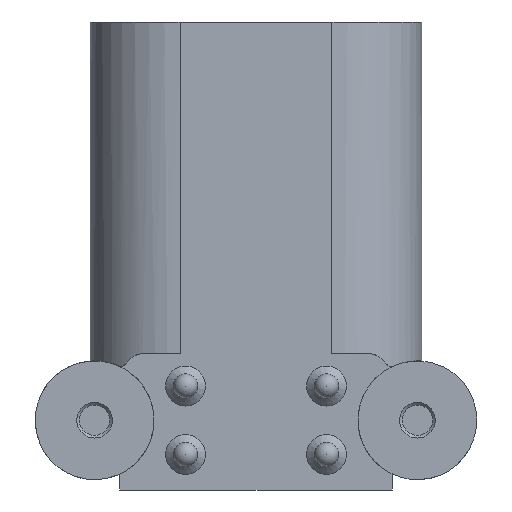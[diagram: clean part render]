
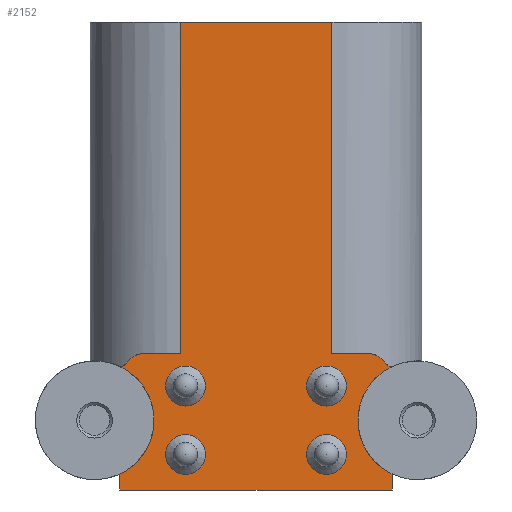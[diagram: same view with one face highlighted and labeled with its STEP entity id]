
A CAD part, front view. The second image highlights one B-rep face of the part: STEP entity #2152.
In plain terms, the highlighted planar face has unit normal (0, -1, 0).
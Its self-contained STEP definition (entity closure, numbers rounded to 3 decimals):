
#47=PLANE('',#2272);
#81=LINE('',#2885,#213);
#106=LINE('',#2964,#238);
#143=LINE('',#3067,#275);
#144=LINE('',#3075,#276);
#145=LINE('',#3077,#277);
#146=LINE('',#3079,#278);
#147=LINE('',#3084,#279);
#148=LINE('',#3086,#280);
#213=VECTOR('',#2406,1000.);
#238=VECTOR('',#2463,1000.);
#275=VECTOR('',#2548,1000.);
#276=VECTOR('',#2555,1000.);
#277=VECTOR('',#2556,1000.);
#278=VECTOR('',#2557,1000.);
#279=VECTOR('',#2562,1000.);
#280=VECTOR('',#2563,1000.);
#348=CIRCLE('',#2240,3.83);
#367=CIRCLE('',#2273,1.29);
#368=CIRCLE('',#2274,1.29);
#369=CIRCLE('',#2275,1.29);
#370=CIRCLE('',#2276,1.29);
#371=CIRCLE('',#2277,1.344);
#372=CIRCLE('',#2278,0.522);
#373=CIRCLE('',#2279,3.83);
#374=CIRCLE('',#2280,0.522);
#375=CIRCLE('',#2281,1.344);
#519=ORIENTED_EDGE('',*,*,#925,.T.);
#520=ORIENTED_EDGE('',*,*,#926,.T.);
#521=ORIENTED_EDGE('',*,*,#927,.T.);
#522=ORIENTED_EDGE('',*,*,#928,.T.);
#523=ORIENTED_EDGE('',*,*,#841,.F.);
#524=ORIENTED_EDGE('',*,*,#929,.F.);
#525=ORIENTED_EDGE('',*,*,#930,.F.);
#526=ORIENTED_EDGE('',*,*,#931,.T.);
#527=ORIENTED_EDGE('',*,*,#932,.F.);
#528=ORIENTED_EDGE('',*,*,#933,.F.);
#529=ORIENTED_EDGE('',*,*,#934,.F.);
#530=ORIENTED_EDGE('',*,*,#935,.F.);
#531=ORIENTED_EDGE('',*,*,#847,.F.);
#532=ORIENTED_EDGE('',*,*,#936,.T.);
#533=ORIENTED_EDGE('',*,*,#937,.F.);
#534=ORIENTED_EDGE('',*,*,#938,.F.);
#535=ORIENTED_EDGE('',*,*,#939,.T.);
#536=ORIENTED_EDGE('',*,*,#877,.F.);
#841=EDGE_CURVE('',#1051,#1052,#81,.T.);
#847=EDGE_CURVE('',#1057,#1058,#348,.F.);
#877=EDGE_CURVE('',#1052,#1085,#106,.T.);
#925=EDGE_CURVE('',#1123,#1123,#367,.T.);
#926=EDGE_CURVE('',#1124,#1124,#368,.T.);
#927=EDGE_CURVE('',#1125,#1125,#369,.T.);
#928=EDGE_CURVE('',#1126,#1126,#370,.T.);
#929=EDGE_CURVE('',#1127,#1051,#143,.T.);
#930=EDGE_CURVE('',#1128,#1127,#371,.T.);
#931=EDGE_CURVE('',#1128,#1129,#372,.T.);
#932=EDGE_CURVE('',#1130,#1129,#373,.F.);
#933=EDGE_CURVE('',#1131,#1130,#144,.T.);
#934=EDGE_CURVE('',#1132,#1131,#145,.T.);
#935=EDGE_CURVE('',#1058,#1132,#146,.T.);
#936=EDGE_CURVE('',#1057,#1133,#374,.T.);
#937=EDGE_CURVE('',#1134,#1133,#375,.T.);
#938=EDGE_CURVE('',#1135,#1134,#147,.T.);
#939=EDGE_CURVE('',#1135,#1085,#148,.T.);
#1051=VERTEX_POINT('',#2884);
#1052=VERTEX_POINT('',#2886);
#1057=VERTEX_POINT('',#2901);
#1058=VERTEX_POINT('',#2903);
#1085=VERTEX_POINT('',#2965);
#1123=VERTEX_POINT('',#3060);
#1124=VERTEX_POINT('',#3062);
#1125=VERTEX_POINT('',#3064);
#1126=VERTEX_POINT('',#3066);
#1127=VERTEX_POINT('',#3068);
#1128=VERTEX_POINT('',#3070);
#1129=VERTEX_POINT('',#3072);
#1130=VERTEX_POINT('',#3074);
#1131=VERTEX_POINT('',#3076);
#1132=VERTEX_POINT('',#3078);
#1133=VERTEX_POINT('',#3081);
#1134=VERTEX_POINT('',#3083);
#1135=VERTEX_POINT('',#3085);
#1220=EDGE_LOOP('',(#519));
#1221=EDGE_LOOP('',(#520));
#1222=EDGE_LOOP('',(#521));
#1223=EDGE_LOOP('',(#522));
#1224=EDGE_LOOP('',(#523,#524,#525,#526,#527,#528,#529,#530,#531,#532,#533,
#534,#535,#536));
#1344=FACE_BOUND('',#1220,.T.);
#1345=FACE_BOUND('',#1221,.T.);
#1346=FACE_BOUND('',#1222,.T.);
#1347=FACE_BOUND('',#1223,.T.);
#1348=FACE_BOUND('',#1224,.T.);
#2152=ADVANCED_FACE('',(#1344,#1345,#1346,#1347,#1348),#47,.T.);
#2240=AXIS2_PLACEMENT_3D('',#2902,#2415,#2416);
#2272=AXIS2_PLACEMENT_3D('',#3058,#2538,#2539);
#2273=AXIS2_PLACEMENT_3D('',#3059,#2540,#2541);
#2274=AXIS2_PLACEMENT_3D('',#3061,#2542,#2543);
#2275=AXIS2_PLACEMENT_3D('',#3063,#2544,#2545);
#2276=AXIS2_PLACEMENT_3D('',#3065,#2546,#2547);
#2277=AXIS2_PLACEMENT_3D('',#3069,#2549,#2550);
#2278=AXIS2_PLACEMENT_3D('',#3071,#2551,#2552);
#2279=AXIS2_PLACEMENT_3D('',#3073,#2553,#2554);
#2280=AXIS2_PLACEMENT_3D('',#3080,#2558,#2559);
#2281=AXIS2_PLACEMENT_3D('',#3082,#2560,#2561);
#2406=DIRECTION('',(0.,0.,1.));
#2415=DIRECTION('',(0.,1.,0.));
#2416=DIRECTION('',(0.,0.,1.));
#2463=DIRECTION('',(1.,0.,0.));
#2538=DIRECTION('',(0.,-1.,0.));
#2539=DIRECTION('',(0.,0.,-1.));
#2540=DIRECTION('',(0.,1.,0.));
#2541=DIRECTION('',(0.,0.,1.));
#2542=DIRECTION('',(0.,1.,0.));
#2543=DIRECTION('',(0.,0.,1.));
#2544=DIRECTION('',(0.,1.,0.));
#2545=DIRECTION('',(0.,0.,1.));
#2546=DIRECTION('',(0.,1.,0.));
#2547=DIRECTION('',(0.,0.,1.));
#2548=DIRECTION('',(1.,0.,0.));
#2549=DIRECTION('',(0.,1.,0.));
#2550=DIRECTION('',(1.,0.,0.));
#2551=DIRECTION('',(0.,1.,0.));
#2552=DIRECTION('',(1.,0.,0.));
#2553=DIRECTION('',(0.,1.,0.));
#2554=DIRECTION('',(0.,0.,1.));
#2555=DIRECTION('',(0.,0.,1.));
#2556=DIRECTION('',(-1.,0.,0.));
#2557=DIRECTION('',(0.,0.,-1.));
#2558=DIRECTION('',(0.,1.,0.));
#2559=DIRECTION('',(1.,0.,0.));
#2560=DIRECTION('',(0.,1.,0.));
#2561=DIRECTION('',(1.,0.,0.));
#2562=DIRECTION('',(1.,0.,0.));
#2563=DIRECTION('',(0.,0.,1.));
#2884=CARTESIAN_POINT('',(-4.9,-8.55,-21.4));
#2885=CARTESIAN_POINT('',(-4.9,-8.55,-21.4));
#2886=CARTESIAN_POINT('',(-4.9,-8.55,0.));
#2901=CARTESIAN_POINT('',(8.74,-8.55,-22.256));
#2902=CARTESIAN_POINT('',(10.415,-8.55,-25.7));
#2903=CARTESIAN_POINT('',(8.8,-8.55,-29.173));
#2964=CARTESIAN_POINT('',(-4.9,-8.55,0.));
#2965=CARTESIAN_POINT('',(4.9,-8.55,0.));
#3058=CARTESIAN_POINT('',(-4.9,-8.55,-21.4));
#3059=CARTESIAN_POINT('',(4.55,-8.55,-27.91));
#3060=CARTESIAN_POINT('',(4.55,-8.55,-26.62));
#3061=CARTESIAN_POINT('',(4.55,-8.55,-23.49));
#3062=CARTESIAN_POINT('',(4.55,-8.55,-22.2));
#3063=CARTESIAN_POINT('',(-4.55,-8.55,-27.91));
#3064=CARTESIAN_POINT('',(-4.55,-8.55,-26.62));
#3065=CARTESIAN_POINT('',(-4.55,-8.55,-23.49));
#3066=CARTESIAN_POINT('',(-4.55,-8.55,-22.2));
#3067=CARTESIAN_POINT('',(-7.3,-8.55,-21.4));
#3068=CARTESIAN_POINT('',(-7.3,-8.55,-21.4));
#3069=CARTESIAN_POINT('',(-7.225,-8.55,-22.742));
#3070=CARTESIAN_POINT('',(-8.352,-8.55,-22.011));
#3071=CARTESIAN_POINT('',(-8.797,-8.55,-21.737));
#3072=CARTESIAN_POINT('',(-8.74,-8.55,-22.256));
#3073=CARTESIAN_POINT('',(-10.415,-8.55,-25.7));
#3074=CARTESIAN_POINT('',(-8.8,-8.55,-29.173));
#3075=CARTESIAN_POINT('',(-8.8,-8.55,-30.2));
#3076=CARTESIAN_POINT('',(-8.8,-8.55,-30.2));
#3077=CARTESIAN_POINT('',(8.8,-8.55,-30.2));
#3078=CARTESIAN_POINT('',(8.8,-8.55,-30.2));
#3079=CARTESIAN_POINT('',(8.8,-8.55,-22.259));
#3080=CARTESIAN_POINT('',(8.797,-8.55,-21.737));
#3081=CARTESIAN_POINT('',(8.352,-8.55,-22.011));
#3082=CARTESIAN_POINT('',(7.225,-8.55,-22.742));
#3083=CARTESIAN_POINT('',(7.3,-8.55,-21.4));
#3084=CARTESIAN_POINT('',(-7.3,-8.55,-21.4));
#3085=CARTESIAN_POINT('',(4.9,-8.55,-21.4));
#3086=CARTESIAN_POINT('',(4.9,-8.55,-21.4));
